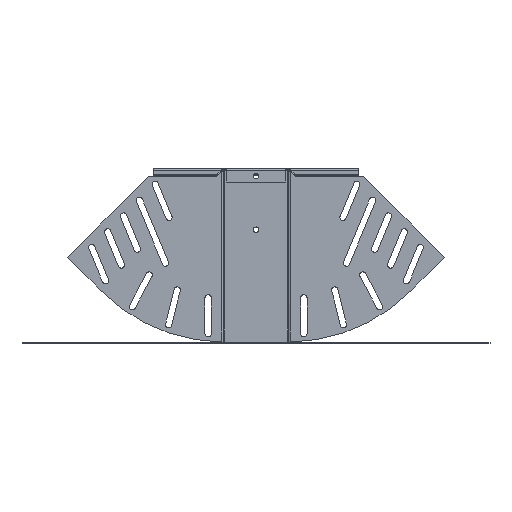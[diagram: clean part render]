
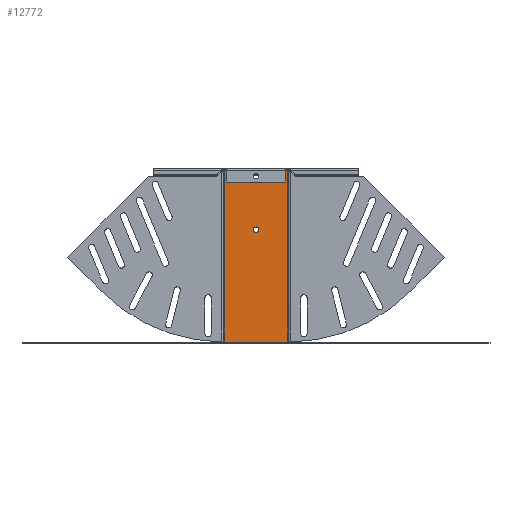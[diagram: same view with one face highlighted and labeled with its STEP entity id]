
A CAD part, front view. The second image highlights one B-rep face of the part: STEP entity #12772.
In plain terms, the highlighted planar face has unit normal (0, -1, 0).
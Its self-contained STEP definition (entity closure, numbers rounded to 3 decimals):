
#573 = CARTESIAN_POINT ( 'NONE',  ( 35.5, -1., -191.75 ) ) ;
#1071 = EDGE_CURVE ( 'NONE', #11826, #11258, #10781, .T. ) ;
#1102 = EDGE_CURVE ( 'NONE', #11176, #18790, #8411, .T. ) ;
#1440 = AXIS2_PLACEMENT_3D ( 'NONE', #18930, #19143, #20624 ) ;
#1524 = LINE ( 'NONE', #11434, #10876 ) ;
#2023 = CARTESIAN_POINT ( 'NONE',  ( 0., -1., -3.4 ) ) ;
#2383 = ORIENTED_EDGE ( 'NONE', *, *, #7619, .T. ) ;
#2426 = EDGE_CURVE ( 'NONE', #11258, #6228, #20852, .T. ) ;
#2741 = ORIENTED_EDGE ( 'NONE', *, *, #1102, .T. ) ;
#2905 = EDGE_CURVE ( 'NONE', #20952, #15881, #16912, .T. ) ;
#2984 = DIRECTION ( 'NONE',  ( 0., 1., 0. ) ) ;
#3444 = VERTEX_POINT ( 'NONE', #4747 ) ;
#3507 = CARTESIAN_POINT ( 'NONE',  ( 35.586, -1., -191.75 ) ) ;
#3533 = FACE_BOUND ( 'NONE', #9248, .T. ) ;
#4255 = DIRECTION ( 'NONE',  ( -1., 0., 0. ) ) ;
#4302 = DIRECTION ( 'NONE',  ( 0., 0., 1. ) ) ;
#4747 = CARTESIAN_POINT ( 'NONE',  ( -35.586, -1., 0. ) ) ;
#5043 = DIRECTION ( 'NONE',  ( 0., -1., 0. ) ) ;
#5411 = EDGE_CURVE ( 'NONE', #20973, #5940, #8342, .T. ) ;
#5690 = AXIS2_PLACEMENT_3D ( 'NONE', #10535, #15201, #7126 ) ;
#5940 = VERTEX_POINT ( 'NONE', #13846 ) ;
#6228 = VERTEX_POINT ( 'NONE', #14044 ) ;
#6249 = DIRECTION ( 'NONE',  ( 0., 1., 0. ) ) ;
#6379 = VECTOR ( 'NONE', #7771, 1000. ) ;
#6573 = CARTESIAN_POINT ( 'NONE',  ( -35.5, -1., 2.25 ) ) ;
#6918 = ORIENTED_EDGE ( 'NONE', *, *, #2426, .T. ) ;
#7126 = DIRECTION ( 'NONE',  ( 0., 0., 1. ) ) ;
#7229 = ORIENTED_EDGE ( 'NONE', *, *, #2905, .F. ) ;
#7234 = DIRECTION ( 'NONE',  ( 0., 0., 1. ) ) ;
#7349 = VECTOR ( 'NONE', #4255, 1000. ) ;
#7489 = EDGE_CURVE ( 'NONE', #11826, #20952, #12237, .T. ) ;
#7535 = ORIENTED_EDGE ( 'NONE', *, *, #18168, .F. ) ;
#7619 = EDGE_CURVE ( 'NONE', #18790, #11176, #8695, .T. ) ;
#7771 = DIRECTION ( 'NONE',  ( 0., 0., 1. ) ) ;
#8189 = CARTESIAN_POINT ( 'NONE',  ( 0., -1., -6.5 ) ) ;
#8342 = CIRCLE ( 'NONE', #8686, 3.1 ) ;
#8411 = CIRCLE ( 'NONE', #5690, 3.1 ) ;
#8686 = AXIS2_PLACEMENT_3D ( 'NONE', #20258, #17282, #4302 ) ;
#8695 = CIRCLE ( 'NONE', #10064, 3.1 ) ;
#9076 = AXIS2_PLACEMENT_3D ( 'NONE', #12121, #5043, #7234 ) ;
#9118 = ORIENTED_EDGE ( 'NONE', *, *, #5411, .T. ) ;
#9179 = CARTESIAN_POINT ( 'NONE',  ( -35.5, -1., -191.75 ) ) ;
#9248 = EDGE_LOOP ( 'NONE', ( #2383, #2741 ) ) ;
#9445 = AXIS2_PLACEMENT_3D ( 'NONE', #6573, #6249, #11572 ) ;
#10018 = PLANE ( 'NONE',  #1440 ) ;
#10064 = AXIS2_PLACEMENT_3D ( 'NONE', #8189, #12974, #11052 ) ;
#10535 = CARTESIAN_POINT ( 'NONE',  ( 0., -1., -6.5 ) ) ;
#10638 = FACE_BOUND ( 'NONE', #20465, .T. ) ;
#10655 = CARTESIAN_POINT ( 'NONE',  ( -35.586, -1., 2.25 ) ) ;
#10781 = CIRCLE ( 'NONE', #9076, 194. ) ;
#10876 = VECTOR ( 'NONE', #11114, 1000. ) ;
#11052 = DIRECTION ( 'NONE',  ( 0., 0., 1. ) ) ;
#11070 = CARTESIAN_POINT ( 'NONE',  ( 0., -1., -66.5 ) ) ;
#11114 = DIRECTION ( 'NONE',  ( 1., 0., 0. ) ) ;
#11176 = VERTEX_POINT ( 'NONE', #20544 ) ;
#11258 = VERTEX_POINT ( 'NONE', #3507 ) ;
#11434 = CARTESIAN_POINT ( 'NONE',  ( -9.5, -1., 0. ) ) ;
#11572 = DIRECTION ( 'NONE',  ( 0., 0., 1. ) ) ;
#11826 = VERTEX_POINT ( 'NONE', #573 ) ;
#12121 = CARTESIAN_POINT ( 'NONE',  ( 35.5, -1., 2.25 ) ) ;
#12237 = LINE ( 'NONE', #15524, #7349 ) ;
#12265 = CARTESIAN_POINT ( 'NONE',  ( 0., -1., -69.6 ) ) ;
#12542 = ORIENTED_EDGE ( 'NONE', *, *, #18915, .F. ) ;
#12666 = CARTESIAN_POINT ( 'NONE',  ( 35.586, -1., 2.25 ) ) ;
#12698 = ORIENTED_EDGE ( 'NONE', *, *, #1071, .T. ) ;
#12772 = ADVANCED_FACE ( 'NONE', ( #10638, #17114, #3533 ), #10018, .F. ) ;
#12974 = DIRECTION ( 'NONE',  ( 0., 1., 0. ) ) ;
#13689 = ORIENTED_EDGE ( 'NONE', *, *, #13720, .T. ) ;
#13720 = EDGE_CURVE ( 'NONE', #5940, #20973, #19652, .T. ) ;
#13846 = CARTESIAN_POINT ( 'NONE',  ( 0., -1., -63.4 ) ) ;
#14044 = CARTESIAN_POINT ( 'NONE',  ( 35.586, -1., 0. ) ) ;
#15201 = DIRECTION ( 'NONE',  ( 0., 1., 0. ) ) ;
#15524 = CARTESIAN_POINT ( 'NONE',  ( 0., -1., -191.75 ) ) ;
#15536 = LINE ( 'NONE', #10655, #17016 ) ;
#15881 = VERTEX_POINT ( 'NONE', #18789 ) ;
#15972 = DIRECTION ( 'NONE',  ( 0., 0., 1. ) ) ;
#16515 = ORIENTED_EDGE ( 'NONE', *, *, #7489, .F. ) ;
#16592 = AXIS2_PLACEMENT_3D ( 'NONE', #11070, #2984, #15972 ) ;
#16912 = CIRCLE ( 'NONE', #9445, 194. ) ;
#17016 = VECTOR ( 'NONE', #18745, 1000. ) ;
#17114 = FACE_OUTER_BOUND ( 'NONE', #20884, .T. ) ;
#17282 = DIRECTION ( 'NONE',  ( 0., 1., 0. ) ) ;
#18168 = EDGE_CURVE ( 'NONE', #3444, #6228, #1524, .T. ) ;
#18745 = DIRECTION ( 'NONE',  ( 0., 0., 1. ) ) ;
#18789 = CARTESIAN_POINT ( 'NONE',  ( -35.586, -1., -191.75 ) ) ;
#18790 = VERTEX_POINT ( 'NONE', #2023 ) ;
#18915 = EDGE_CURVE ( 'NONE', #15881, #3444, #15536, .T. ) ;
#18930 = CARTESIAN_POINT ( 'NONE',  ( -35.5, -1., 2.25 ) ) ;
#19143 = DIRECTION ( 'NONE',  ( 0., 1., 0. ) ) ;
#19652 = CIRCLE ( 'NONE', #16592, 3.1 ) ;
#20258 = CARTESIAN_POINT ( 'NONE',  ( 0., -1., -66.5 ) ) ;
#20465 = EDGE_LOOP ( 'NONE', ( #13689, #9118 ) ) ;
#20544 = CARTESIAN_POINT ( 'NONE',  ( 0., -1., -9.6 ) ) ;
#20624 = DIRECTION ( 'NONE',  ( 0., 0., 1. ) ) ;
#20852 = LINE ( 'NONE', #12666, #6379 ) ;
#20884 = EDGE_LOOP ( 'NONE', ( #16515, #12698, #6918, #7535, #12542, #7229 ) ) ;
#20952 = VERTEX_POINT ( 'NONE', #9179 ) ;
#20973 = VERTEX_POINT ( 'NONE', #12265 ) ;
